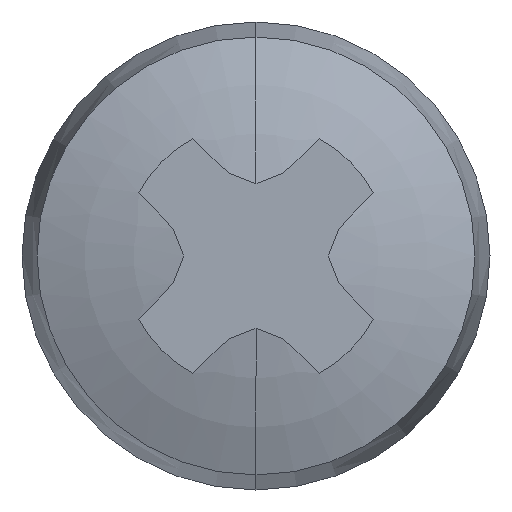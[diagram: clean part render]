
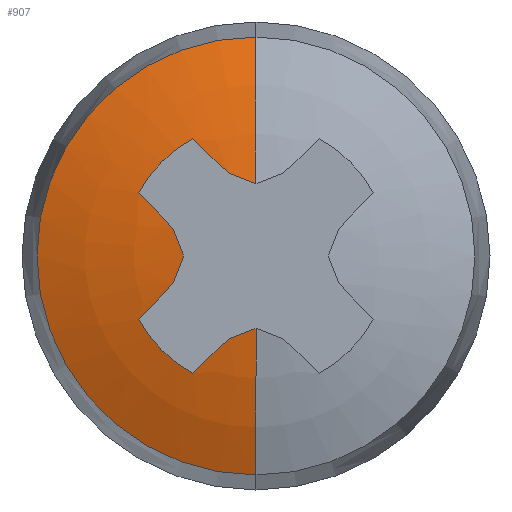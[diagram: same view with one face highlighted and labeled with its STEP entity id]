
A CAD part, left-side view. The second image highlights one B-rep face of the part: STEP entity #907.
In plain terms, the highlighted toroidal (fillet/blend) face has major radius 0.005 mm and minor radius 7.982 mm.
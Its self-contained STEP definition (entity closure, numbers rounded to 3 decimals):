
#3 = VERTEX_POINT ( 'NONE', #869 ) ;
#5 = CARTESIAN_POINT ( 'NONE',  ( -1.5, 0., 3.041 ) ) ;
#6 = EDGE_CURVE ( 'NONE', #1026, #1090, #332, .T. ) ;
#15 = CARTESIAN_POINT ( 'NONE',  ( -1.884, 1.628, 0.878 ) ) ;
#21 = B_SPLINE_CURVE_WITH_KNOTS ( 'NONE', 3,
 ( #612, #583, #1209, #680 ),
 .UNSPECIFIED., .F., .F.,
 ( 4, 4 ),
 ( 0., 0. ),
 .UNSPECIFIED. ) ;
#25 = CARTESIAN_POINT ( 'NONE',  ( -1.884, 0., 0. ) ) ;
#90 = EDGE_CURVE ( 'NONE', #131, #529, #922, .T. ) ;
#128 = VERTEX_POINT ( 'NONE', #928 ) ;
#131 = VERTEX_POINT ( 'NONE', #647 ) ;
#134 = EDGE_LOOP ( 'NONE', ( #1009, #588, #378, #992, #401, #718, #960, #1121, #224, #784, #538, #431, #864 ) ) ;
#145 = CARTESIAN_POINT ( 'NONE',  ( -2.031, 1.055, -0.129 ) ) ;
#156 = DIRECTION ( 'NONE',  ( 0., 0., -1. ) ) ;
#186 = VERTEX_POINT ( 'NONE', #1014 ) ;
#190 = DIRECTION ( 'NONE',  ( 0., -1., 0. ) ) ;
#198 = CARTESIAN_POINT ( 'NONE',  ( -2.007, 0.387, -1.154 ) ) ;
#201 = EDGE_CURVE ( 'NONE', #628, #1026, #437, .T. ) ;
#220 = VERTEX_POINT ( 'NONE', #5 ) ;
#224 = ORIENTED_EDGE ( 'NONE', *, *, #90, .T. ) ;
#236 = CARTESIAN_POINT ( 'NONE',  ( -1.976, 1.314, -0.552 ) ) ;
#237 = EDGE_CURVE ( 'NONE', #973, #220, #830, .T. ) ;
#252 = DIRECTION ( 'NONE',  ( 1., 0., 0. ) ) ;
#253 = CARTESIAN_POINT ( 'NONE',  ( -2.021, 0.258, 1.105 ) ) ;
#263 = CARTESIAN_POINT ( 'NONE',  ( 5.882, 0., -0.005 ) ) ;
#270 = CIRCLE ( 'NONE', #777, 7.982 ) ;
#271 = EDGE_CURVE ( 'NONE', #613, #417, #866, .T. ) ;
#292 = CARTESIAN_POINT ( 'NONE',  ( -2.037, 0., 1.006 ) ) ;
#309 = EDGE_CURVE ( 'NONE', #186, #973, #270, .T. ) ;
#323 = DIRECTION ( 'NONE',  ( 0., 1., 0. ) ) ;
#332 = B_SPLINE_CURVE_WITH_KNOTS ( 'NONE', 3,
 ( #846, #253, #906, #292 ),
 .UNSPECIFIED., .F., .F.,
 ( 4, 4 ),
 ( 0., 0. ),
 .UNSPECIFIED. ) ;
#340 = CARTESIAN_POINT ( 'NONE',  ( -1.884, 0.878, -1.628 ) ) ;
#346 = CARTESIAN_POINT ( 'NONE',  ( -1.935, 0.715, 1.472 ) ) ;
#364 = DIRECTION ( 'NONE',  ( 1., 0., 0. ) ) ;
#370 = CIRCLE ( 'NONE', #1196, 1.85 ) ;
#373 = CARTESIAN_POINT ( 'NONE',  ( -1.976, 0.552, -1.314 ) ) ;
#378 = ORIENTED_EDGE ( 'NONE', *, *, #237, .F. ) ;
#380 = CARTESIAN_POINT ( 'NONE',  ( -1.935, 0.715, -1.472 ) ) ;
#390 = CARTESIAN_POINT ( 'NONE',  ( -2.007, 0.387, 1.154 ) ) ;
#401 = ORIENTED_EDGE ( 'NONE', *, *, #1120, .T. ) ;
#414 = CARTESIAN_POINT ( 'NONE',  ( -1.884, 0., 0. ) ) ;
#417 = VERTEX_POINT ( 'NONE', #1067 ) ;
#431 = ORIENTED_EDGE ( 'NONE', *, *, #535, .T. ) ;
#437 = B_SPLINE_CURVE_WITH_KNOTS ( 'NONE', 3,
 ( #1181, #346, #1125, #390 ),
 .UNSPECIFIED., .F., .F.,
 ( 4, 4 ),
 ( 0., 0.001 ),
 .UNSPECIFIED. ) ;
#468 = AXIS2_PLACEMENT_3D ( 'NONE', #822, #724, #923 ) ;
#471 = DIRECTION ( 'NONE',  ( 1., 0., 0. ) ) ;
#500 = EDGE_CURVE ( 'NONE', #529, #128, #648, .T. ) ;
#509 = AXIS2_PLACEMENT_3D ( 'NONE', #25, #252, #517 ) ;
#517 = DIRECTION ( 'NONE',  ( 0., 0., -1. ) ) ;
#529 = VERTEX_POINT ( 'NONE', #619 ) ;
#535 = EDGE_CURVE ( 'NONE', #3, #628, #566, .T. ) ;
#538 = ORIENTED_EDGE ( 'NONE', *, *, #730, .T. ) ;
#539 = CARTESIAN_POINT ( 'NONE',  ( -2.007, 1.154, 0.387 ) ) ;
#566 = CIRCLE ( 'NONE', #509, 1.85 ) ;
#583 = CARTESIAN_POINT ( 'NONE',  ( -2.031, 0.129, -1.055 ) ) ;
#585 = AXIS2_PLACEMENT_3D ( 'NONE', #1011, #471, #898 ) ;
#588 = ORIENTED_EDGE ( 'NONE', *, *, #683, .T. ) ;
#603 = CARTESIAN_POINT ( 'NONE',  ( -2.037, 1.006, 0. ) ) ;
#612 = CARTESIAN_POINT ( 'NONE',  ( -2.037, 0., -1.006 ) ) ;
#613 = VERTEX_POINT ( 'NONE', #1195 ) ;
#616 = CARTESIAN_POINT ( 'NONE',  ( -2.031, 1.055, 0.129 ) ) ;
#619 = CARTESIAN_POINT ( 'NONE',  ( -2.037, 1.006, 0. ) ) ;
#628 = VERTEX_POINT ( 'NONE', #630 ) ;
#630 = CARTESIAN_POINT ( 'NONE',  ( -1.884, 0.878, 1.628 ) ) ;
#636 = CARTESIAN_POINT ( 'NONE',  ( 5.882, 0., 0.005 ) ) ;
#647 = CARTESIAN_POINT ( 'NONE',  ( -2.007, 1.154, -0.387 ) ) ;
#648 = B_SPLINE_CURVE_WITH_KNOTS ( 'NONE', 3,
 ( #603, #616, #858, #936 ),
 .UNSPECIFIED., .F., .F.,
 ( 4, 4 ),
 ( 0., 0. ),
 .UNSPECIFIED. ) ;
#660 = CARTESIAN_POINT ( 'NONE',  ( -1.884, 1.628, -0.878 ) ) ;
#680 = CARTESIAN_POINT ( 'NONE',  ( -2.007, 0.387, -1.154 ) ) ;
#683 = EDGE_CURVE ( 'NONE', #1090, #220, #1190, .T. ) ;
#717 = DIRECTION ( 'NONE',  ( 0., 0., -1. ) ) ;
#718 = ORIENTED_EDGE ( 'NONE', *, *, #271, .T. ) ;
#719 = CARTESIAN_POINT ( 'NONE',  ( -1.976, 1.314, 0.552 ) ) ;
#724 = DIRECTION ( 'NONE',  ( 1., 0., 0. ) ) ;
#730 = EDGE_CURVE ( 'NONE', #128, #3, #1154, .T. ) ;
#754 = CARTESIAN_POINT ( 'NONE',  ( -1.884, 1.628, -0.878 ) ) ;
#772 = EDGE_CURVE ( 'NONE', #417, #837, #370, .T. ) ;
#777 = AXIS2_PLACEMENT_3D ( 'NONE', #263, #190, #717 ) ;
#784 = ORIENTED_EDGE ( 'NONE', *, *, #500, .T. ) ;
#800 = CARTESIAN_POINT ( 'NONE',  ( -1.5, 0., -3.041 ) ) ;
#818 = AXIS2_PLACEMENT_3D ( 'NONE', #636, #323, #867 ) ;
#822 = CARTESIAN_POINT ( 'NONE',  ( -1.5, 0., 0. ) ) ;
#830 = CIRCLE ( 'NONE', #468, 3.041 ) ;
#836 = CARTESIAN_POINT ( 'NONE',  ( -2.037, 1.006, 0. ) ) ;
#837 = VERTEX_POINT ( 'NONE', #660 ) ;
#840 = CARTESIAN_POINT ( 'NONE',  ( -2.007, 0.387, 1.154 ) ) ;
#846 = CARTESIAN_POINT ( 'NONE',  ( -2.007, 0.387, 1.154 ) ) ;
#850 = EDGE_CURVE ( 'NONE', #837, #131, #966, .T. ) ;
#854 = CARTESIAN_POINT ( 'NONE',  ( -2.037, 0., 1.006 ) ) ;
#858 = CARTESIAN_POINT ( 'NONE',  ( -2.021, 1.105, 0.258 ) ) ;
#864 = ORIENTED_EDGE ( 'NONE', *, *, #201, .T. ) ;
#866 = B_SPLINE_CURVE_WITH_KNOTS ( 'NONE', 3,
 ( #198, #373, #380, #340 ),
 .UNSPECIFIED., .F., .F.,
 ( 4, 4 ),
 ( 0., 0.001 ),
 .UNSPECIFIED. ) ;
#867 = DIRECTION ( 'NONE',  ( 0., 0., 1. ) ) ;
#869 = CARTESIAN_POINT ( 'NONE',  ( -1.884, 1.628, 0.878 ) ) ;
#898 = DIRECTION ( 'NONE',  ( 0., 0., -1. ) ) ;
#906 = CARTESIAN_POINT ( 'NONE',  ( -2.031, 0.129, 1.055 ) ) ;
#907 = ADVANCED_FACE ( 'NONE', ( #1146 ), #988, .T. ) ;
#922 = B_SPLINE_CURVE_WITH_KNOTS ( 'NONE', 3,
 ( #1104, #1101, #145, #836 ),
 .UNSPECIFIED., .F., .F.,
 ( 4, 4 ),
 ( 0., 0. ),
 .UNSPECIFIED. ) ;
#923 = DIRECTION ( 'NONE',  ( 0., 0., -1. ) ) ;
#928 = CARTESIAN_POINT ( 'NONE',  ( -2.007, 1.154, 0.387 ) ) ;
#936 = CARTESIAN_POINT ( 'NONE',  ( -2.007, 1.154, 0.387 ) ) ;
#960 = ORIENTED_EDGE ( 'NONE', *, *, #772, .T. ) ;
#966 = B_SPLINE_CURVE_WITH_KNOTS ( 'NONE', 3,
 ( #754, #1006, #236, #1153 ),
 .UNSPECIFIED., .F., .F.,
 ( 4, 4 ),
 ( 0., 0.001 ),
 .UNSPECIFIED. ) ;
#973 = VERTEX_POINT ( 'NONE', #800 ) ;
#988 = TOROIDAL_SURFACE ( 'NONE', #585, 0.005, 7.982 ) ;
#992 = ORIENTED_EDGE ( 'NONE', *, *, #309, .F. ) ;
#1006 = CARTESIAN_POINT ( 'NONE',  ( -1.935, 1.472, -0.715 ) ) ;
#1009 = ORIENTED_EDGE ( 'NONE', *, *, #6, .T. ) ;
#1011 = CARTESIAN_POINT ( 'NONE',  ( 5.882, 0., 0. ) ) ;
#1014 = CARTESIAN_POINT ( 'NONE',  ( -2.037, 0., -1.006 ) ) ;
#1026 = VERTEX_POINT ( 'NONE', #840 ) ;
#1067 = CARTESIAN_POINT ( 'NONE',  ( -1.884, 0.878, -1.628 ) ) ;
#1072 = CARTESIAN_POINT ( 'NONE',  ( -1.935, 1.472, 0.715 ) ) ;
#1090 = VERTEX_POINT ( 'NONE', #854 ) ;
#1101 = CARTESIAN_POINT ( 'NONE',  ( -2.021, 1.105, -0.258 ) ) ;
#1104 = CARTESIAN_POINT ( 'NONE',  ( -2.007, 1.154, -0.387 ) ) ;
#1120 = EDGE_CURVE ( 'NONE', #186, #613, #21, .T. ) ;
#1121 = ORIENTED_EDGE ( 'NONE', *, *, #850, .T. ) ;
#1125 = CARTESIAN_POINT ( 'NONE',  ( -1.976, 0.552, 1.314 ) ) ;
#1146 = FACE_OUTER_BOUND ( 'NONE', #134, .T. ) ;
#1153 = CARTESIAN_POINT ( 'NONE',  ( -2.007, 1.154, -0.387 ) ) ;
#1154 = B_SPLINE_CURVE_WITH_KNOTS ( 'NONE', 3,
 ( #539, #719, #1072, #15 ),
 .UNSPECIFIED., .F., .F.,
 ( 4, 4 ),
 ( 0., 0.001 ),
 .UNSPECIFIED. ) ;
#1181 = CARTESIAN_POINT ( 'NONE',  ( -1.884, 0.878, 1.628 ) ) ;
#1190 = CIRCLE ( 'NONE', #818, 7.982 ) ;
#1195 = CARTESIAN_POINT ( 'NONE',  ( -2.007, 0.387, -1.154 ) ) ;
#1196 = AXIS2_PLACEMENT_3D ( 'NONE', #414, #364, #156 ) ;
#1209 = CARTESIAN_POINT ( 'NONE',  ( -2.021, 0.258, -1.105 ) ) ;
